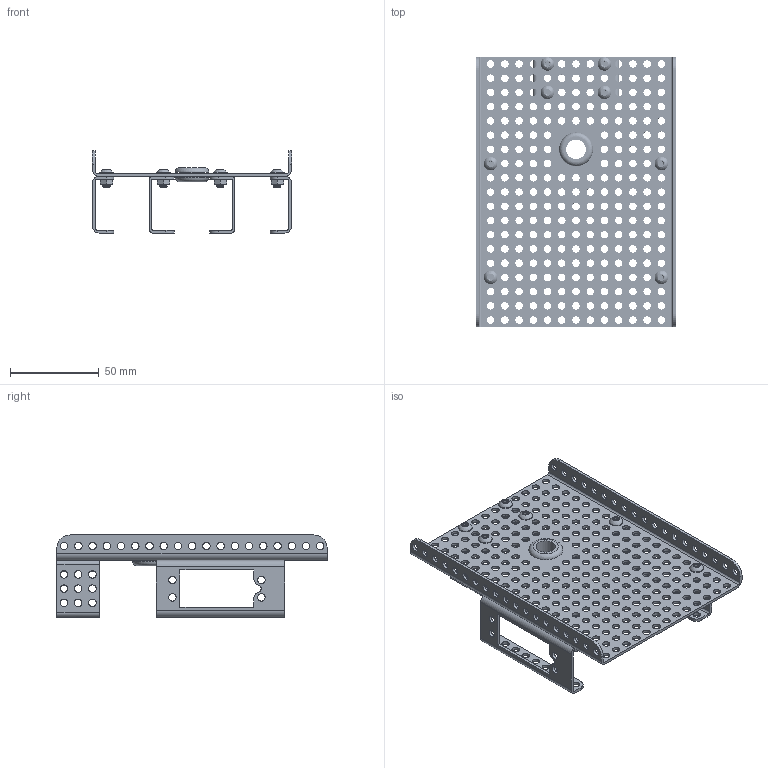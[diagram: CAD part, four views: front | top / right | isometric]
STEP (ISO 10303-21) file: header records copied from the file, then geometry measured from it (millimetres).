
FILE_DESCRIPTION( ( '' ), ' ' );
FILE_NAME( '5e2f034ba3d81f10a625185c.step', '2020-01-27T15:35:39', ( '' ), ( '' ), ' ', ' ', ' ' );
FILE_SCHEMA( ( 'AUTOMOTIVE_DESIGN { 1 0 10303 214 1 1 1 1 }' ) );
Length unit declared in the file: metre
Products named in the file (7): Assem1; 2801-0004-0032; 05-0303 3x3 Flanged Plate; 07-0008 Motor Plate; 2802-0004-0008; 06-1319 19x13 Flanged Plate; Grommet
Assembly tree (22 placements, depth 2):
  Assem1
    2801-0004-0032  x8
    05-0303 3x3 Flanged Plate  x2
    07-0008 Motor Plate  x2
    2802-0004-0008  x8
    06-1319 19x13 Flanged Plate
    Grommet
Bounding box: 112 x 152.04 x 46.2 mm (x, y, z)
Volume: 40091 mm3; surface area: 62161.3 mm2
Topology: 22 solids, 22 shells, 859 faces, 2858 edges, 2069 vertices
Faces by surface type: cylinder 441, plane 208, cone 168, bspline 32, sphere 8, torus 2
Full cylindrical faces by diameter (mm): 4.2 x350, 7.6 x8, 11 x1, 14 x1, 15 x1
Entity records: 21400 total; most frequent: CARTESIAN_POINT 5621, DIRECTION 2365, ORIENTED_EDGE 2020, EDGE_LOOP 1393, AXIS2_PLACEMENT_3D 1132, EDGE_CURVE 1010, VERTEX_POINT 913, FACE_OUTER_BOUND 753
